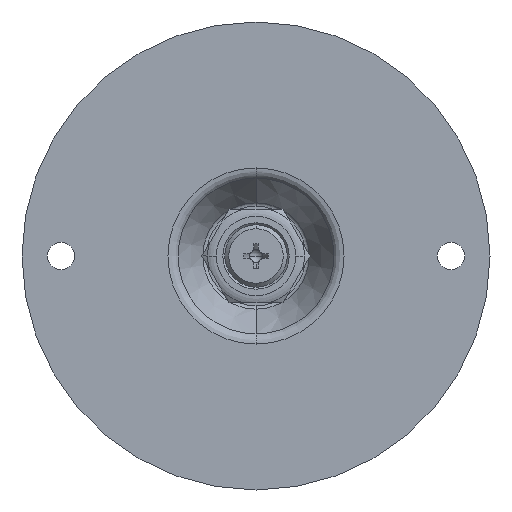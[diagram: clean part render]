
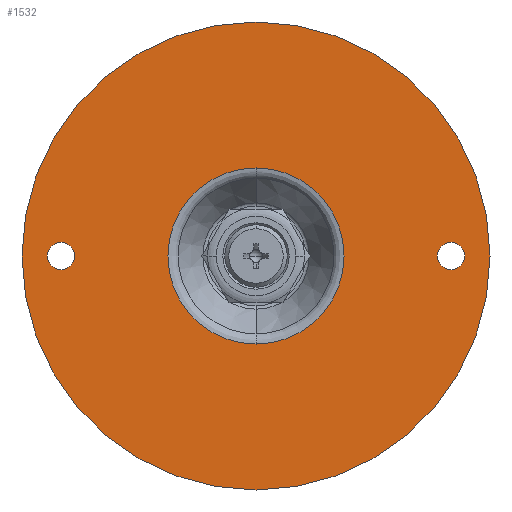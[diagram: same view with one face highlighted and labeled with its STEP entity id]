
A CAD part, front view. The second image highlights one B-rep face of the part: STEP entity #1532.
In plain terms, the highlighted planar face has unit normal (0, -1, 0).
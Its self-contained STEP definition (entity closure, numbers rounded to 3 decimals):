
#48 = EDGE_LOOP ( 'NONE', ( #1542, #3819 ) ) ;
#116 = DIRECTION ( 'NONE',  ( 0., 0., -1. ) ) ;
#238 = VERTEX_POINT ( 'NONE', #2231 ) ;
#301 = FACE_BOUND ( 'NONE', #3890, .T. ) ;
#318 = DIRECTION ( 'NONE',  ( 0., -1., 0. ) ) ;
#393 = CARTESIAN_POINT ( 'NONE',  ( -50., 0., 0. ) ) ;
#413 = CARTESIAN_POINT ( 'NONE',  ( 50., 0., -3.5 ) ) ;
#423 = VERTEX_POINT ( 'NONE', #2690 ) ;
#433 = CARTESIAN_POINT ( 'NONE',  ( 0., 0., -22.578 ) ) ;
#435 = EDGE_CURVE ( 'NONE', #3594, #3288, #1480, .T. ) ;
#497 = VERTEX_POINT ( 'NONE', #2154 ) ;
#563 = ORIENTED_EDGE ( 'NONE', *, *, #2134, .T. ) ;
#601 = DIRECTION ( 'NONE',  ( 0., 1., 0. ) ) ;
#613 = EDGE_CURVE ( 'NONE', #1423, #1165, #808, .T. ) ;
#702 = ORIENTED_EDGE ( 'NONE', *, *, #1803, .F. ) ;
#743 = DIRECTION ( 'NONE',  ( 0., 0., 1. ) ) ;
#808 = CIRCLE ( 'NONE', #2150, 22.578 ) ;
#844 = CIRCLE ( 'NONE', #3161, 60. ) ;
#1013 = FACE_BOUND ( 'NONE', #2916, .T. ) ;
#1034 = ORIENTED_EDGE ( 'NONE', *, *, #2437, .T. ) ;
#1079 = CARTESIAN_POINT ( 'NONE',  ( 0., 0., 0. ) ) ;
#1099 = CARTESIAN_POINT ( 'NONE',  ( 0., 0., 0. ) ) ;
#1151 = EDGE_LOOP ( 'NONE', ( #1034, #4447 ) ) ;
#1165 = VERTEX_POINT ( 'NONE', #2752 ) ;
#1171 = CIRCLE ( 'NONE', #3215, 22.578 ) ;
#1208 = CARTESIAN_POINT ( 'NONE',  ( 50., 0., 0. ) ) ;
#1231 = EDGE_CURVE ( 'NONE', #497, #423, #844, .T. ) ;
#1388 = CARTESIAN_POINT ( 'NONE',  ( -50., 0., -3.5 ) ) ;
#1423 = VERTEX_POINT ( 'NONE', #433 ) ;
#1444 = DIRECTION ( 'NONE',  ( 0., 0., -1. ) ) ;
#1457 = DIRECTION ( 'NONE',  ( 0., 0., -1. ) ) ;
#1480 = CIRCLE ( 'NONE', #4363, 3.5 ) ;
#1532 = ADVANCED_FACE ( 'NONE', ( #1013, #301, #2892, #3846 ), #4377, .F. ) ;
#1542 = ORIENTED_EDGE ( 'NONE', *, *, #3858, .T. ) ;
#1563 = DIRECTION ( 'NONE',  ( 0., 0., 1. ) ) ;
#1637 = CARTESIAN_POINT ( 'NONE',  ( -50., 0., 0. ) ) ;
#1803 = EDGE_CURVE ( 'NONE', #1165, #1423, #1171, .T. ) ;
#1805 = CIRCLE ( 'NONE', #4483, 3.5 ) ;
#1883 = AXIS2_PLACEMENT_3D ( 'NONE', #393, #2872, #743 ) ;
#1986 = CARTESIAN_POINT ( 'NONE',  ( 50., 0., 0. ) ) ;
#1993 = DIRECTION ( 'NONE',  ( 0., 0., 1. ) ) ;
#2134 = EDGE_CURVE ( 'NONE', #238, #2560, #2396, .T. ) ;
#2150 = AXIS2_PLACEMENT_3D ( 'NONE', #1099, #3588, #1457 ) ;
#2154 = CARTESIAN_POINT ( 'NONE',  ( 0., 0., 60. ) ) ;
#2229 = DIRECTION ( 'NONE',  ( 0., -1., 0. ) ) ;
#2231 = CARTESIAN_POINT ( 'NONE',  ( 50., 0., 3.5 ) ) ;
#2341 = DIRECTION ( 'NONE',  ( 0., 0., 1. ) ) ;
#2360 = ORIENTED_EDGE ( 'NONE', *, *, #4058, .T. ) ;
#2396 = CIRCLE ( 'NONE', #2415, 3.5 ) ;
#2415 = AXIS2_PLACEMENT_3D ( 'NONE', #1986, #4465, #2341 ) ;
#2433 = CARTESIAN_POINT ( 'NONE',  ( 0., 0., 0. ) ) ;
#2437 = EDGE_CURVE ( 'NONE', #423, #497, #2783, .T. ) ;
#2560 = VERTEX_POINT ( 'NONE', #413 ) ;
#2564 = AXIS2_PLACEMENT_3D ( 'NONE', #1079, #3571, #1444 ) ;
#2690 = CARTESIAN_POINT ( 'NONE',  ( 0., 0., -60. ) ) ;
#2733 = CARTESIAN_POINT ( 'NONE',  ( -60., 0., 0. ) ) ;
#2752 = CARTESIAN_POINT ( 'NONE',  ( 0., 0., 22.578 ) ) ;
#2783 = CIRCLE ( 'NONE', #2564, 60. ) ;
#2795 = DIRECTION ( 'NONE',  ( 0., 0., -1. ) ) ;
#2872 = DIRECTION ( 'NONE',  ( 0., 1., 0. ) ) ;
#2892 = FACE_OUTER_BOUND ( 'NONE', #1151, .T. ) ;
#2916 = EDGE_LOOP ( 'NONE', ( #2360, #563 ) ) ;
#3024 = ORIENTED_EDGE ( 'NONE', *, *, #613, .F. ) ;
#3090 = DIRECTION ( 'NONE',  ( 0., 0., 1. ) ) ;
#3161 = AXIS2_PLACEMENT_3D ( 'NONE', #4342, #2229, #116 ) ;
#3215 = AXIS2_PLACEMENT_3D ( 'NONE', #2433, #318, #2795 ) ;
#3288 = VERTEX_POINT ( 'NONE', #1388 ) ;
#3298 = CIRCLE ( 'NONE', #1883, 3.5 ) ;
#3299 = AXIS2_PLACEMENT_3D ( 'NONE', #2733, #601, #3090 ) ;
#3571 = DIRECTION ( 'NONE',  ( 0., -1., 0. ) ) ;
#3583 = CARTESIAN_POINT ( 'NONE',  ( -50., 0., 3.5 ) ) ;
#3588 = DIRECTION ( 'NONE',  ( 0., -1., 0. ) ) ;
#3594 = VERTEX_POINT ( 'NONE', #3583 ) ;
#3689 = DIRECTION ( 'NONE',  ( 0., 1., 0. ) ) ;
#3819 = ORIENTED_EDGE ( 'NONE', *, *, #435, .T. ) ;
#3846 = FACE_BOUND ( 'NONE', #48, .T. ) ;
#3858 = EDGE_CURVE ( 'NONE', #3288, #3594, #3298, .T. ) ;
#3890 = EDGE_LOOP ( 'NONE', ( #3024, #702 ) ) ;
#4058 = EDGE_CURVE ( 'NONE', #2560, #238, #1805, .T. ) ;
#4116 = DIRECTION ( 'NONE',  ( 0., 1., 0. ) ) ;
#4342 = CARTESIAN_POINT ( 'NONE',  ( 0., 0., 0. ) ) ;
#4363 = AXIS2_PLACEMENT_3D ( 'NONE', #1637, #4116, #1993 ) ;
#4377 = PLANE ( 'NONE',  #3299 ) ;
#4447 = ORIENTED_EDGE ( 'NONE', *, *, #1231, .T. ) ;
#4465 = DIRECTION ( 'NONE',  ( 0., 1., 0. ) ) ;
#4483 = AXIS2_PLACEMENT_3D ( 'NONE', #1208, #3689, #1563 ) ;
